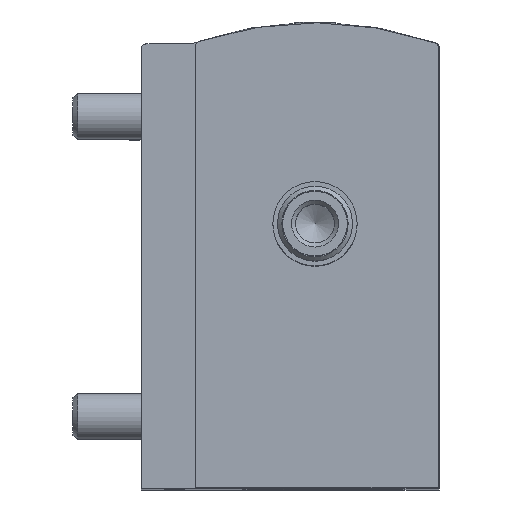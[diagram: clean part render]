
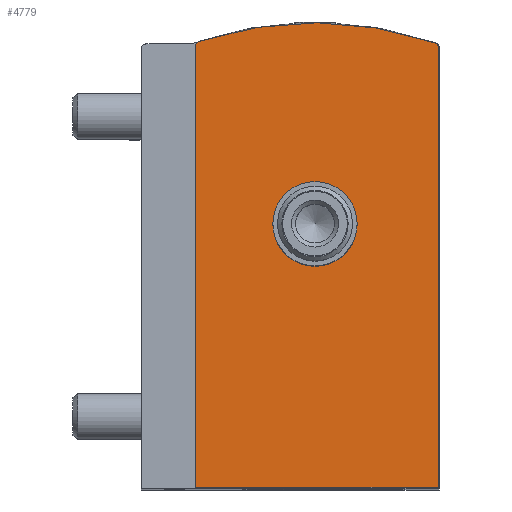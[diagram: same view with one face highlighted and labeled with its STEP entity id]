
A CAD part, top view. The second image highlights one B-rep face of the part: STEP entity #4779.
In plain terms, the highlighted planar face has unit normal (0, 0, 1).
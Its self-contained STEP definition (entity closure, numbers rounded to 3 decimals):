
#88=PLANE('',#5081);
#327=LINE('',#6815,#649);
#329=LINE('',#6819,#651);
#331=LINE('',#6823,#653);
#649=VECTOR('',#5639,1000.);
#651=VECTOR('',#5643,1000.);
#653=VECTOR('',#5647,1000.);
#1081=ORIENTED_EDGE('',*,*,#2024,.T.);
#1082=ORIENTED_EDGE('',*,*,#2016,.T.);
#1083=ORIENTED_EDGE('',*,*,#2018,.T.);
#1084=ORIENTED_EDGE('',*,*,#2020,.T.);
#1085=ORIENTED_EDGE('',*,*,#2022,.T.);
#1086=ORIENTED_EDGE('',*,*,#2023,.T.);
#1087=ORIENTED_EDGE('',*,*,#1870,.T.);
#1870=EDGE_CURVE('',#2363,#2362,#2689,.T.);
#2016=EDGE_CURVE('',#2362,#2493,#2744,.T.);
#2018=EDGE_CURVE('',#2493,#2494,#327,.T.);
#2020=EDGE_CURVE('',#2494,#2495,#329,.T.);
#2022=EDGE_CURVE('',#2495,#2496,#331,.T.);
#2023=EDGE_CURVE('',#2496,#2363,#2745,.T.);
#2024=EDGE_CURVE('',#2497,#2497,#2746,.T.);
#2362=VERTEX_POINT('',#6519);
#2363=VERTEX_POINT('',#6521);
#2493=VERTEX_POINT('',#6810);
#2494=VERTEX_POINT('',#6814);
#2495=VERTEX_POINT('',#6818);
#2496=VERTEX_POINT('',#6822);
#2497=VERTEX_POINT('',#6828);
#2689=CIRCLE('',#5006,39.5);
#2744=CIRCLE('',#5075,0.5);
#2745=CIRCLE('',#5080,0.5);
#2746=CIRCLE('',#5082,4.5);
#2880=EDGE_LOOP('',(#1081));
#2881=EDGE_LOOP('',(#1082,#1083,#1084,#1085,#1086,#1087));
#3173=FACE_BOUND('',#2880,.T.);
#3174=FACE_BOUND('',#2881,.T.);
#4779=ADVANCED_FACE('',(#3173,#3174),#88,.T.);
#5006=AXIS2_PLACEMENT_3D('',#6520,#5405,#5406);
#5075=AXIS2_PLACEMENT_3D('',#6811,#5634,#5635);
#5080=AXIS2_PLACEMENT_3D('',#6825,#5650,#5651);
#5081=AXIS2_PLACEMENT_3D('',#6826,#5652,#5653);
#5082=AXIS2_PLACEMENT_3D('',#6827,#5654,#5655);
#5405=DIRECTION('',(0.,0.,1.));
#5406=DIRECTION('',(1.,0.,0.));
#5634=DIRECTION('',(0.,0.,1.));
#5635=DIRECTION('',(1.,0.,0.));
#5639=DIRECTION('',(0.,-1.,0.));
#5643=DIRECTION('',(1.,0.,0.));
#5647=DIRECTION('',(0.,1.,0.));
#5650=DIRECTION('',(0.,0.,1.));
#5651=DIRECTION('',(1.,0.,0.));
#5652=DIRECTION('',(0.,0.,1.));
#5653=DIRECTION('',(1.,0.,0.));
#5654=DIRECTION('',(0.,0.,-1.));
#5655=DIRECTION('',(-1.,0.,0.));
#6519=CARTESIAN_POINT('',(-12.407,47.701,69.6));
#6520=CARTESIAN_POINT('',(0.,10.2,69.6));
#6521=CARTESIAN_POINT('',(12.812,47.564,69.6));
#6810=CARTESIAN_POINT('',(-12.75,47.226,69.6));
#6811=CARTESIAN_POINT('',(-12.25,47.226,69.6));
#6814=CARTESIAN_POINT('',(-12.75,0.1,69.6));
#6815=CARTESIAN_POINT('',(-12.75,47.226,69.6));
#6818=CARTESIAN_POINT('',(13.15,0.1,69.6));
#6819=CARTESIAN_POINT('',(-12.75,0.1,69.6));
#6822=CARTESIAN_POINT('',(13.15,47.091,69.6));
#6823=CARTESIAN_POINT('',(13.15,0.1,69.6));
#6825=CARTESIAN_POINT('',(12.65,47.091,69.6));
#6826=CARTESIAN_POINT('',(-12.25,47.226,69.6));
#6827=CARTESIAN_POINT('',(0.,28.2,69.6));
#6828=CARTESIAN_POINT('',(-4.5,28.2,69.6));
